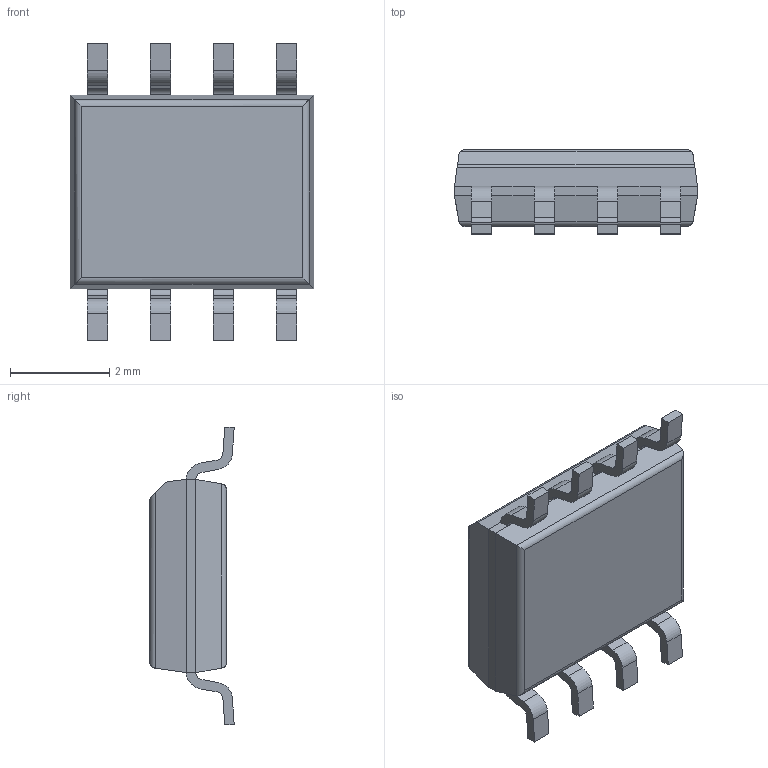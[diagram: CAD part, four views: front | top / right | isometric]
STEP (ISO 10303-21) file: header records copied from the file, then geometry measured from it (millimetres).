
FILE_DESCRIPTION(('STEP AP214'),'1');
FILE_NAME('lm358ad.stp','2020-03-14T04:25:55',('TraceParts'),('TraceParts S.A.'),'Spatial InterOp 3D',' ',' ');
FILE_SCHEMA(('AUTOMOTIVE_DESIGN { 1 0 10303 214 1 1 1 1 }'));
Length unit declared in the file: millimetre
Products named in the file (1): lm358ad
Bounding box: 4.9 x 1.7 x 6.01 mm (x, y, z)
Volume: 29 mm3; surface area: 74.3 mm2
Topology: 1 solids, 1 shells, 139 faces, 362 edges, 226 vertices
Faces by surface type: plane 96, cylinder 43
Entity records: 5316 total; most frequent: CARTESIAN_POINT 728, ORIENTED_EDGE 724, DIRECTION 722, EDGE_CURVE 362, LINE 282, VECTOR 282, VERTEX_POINT 226, AXIS2_PLACEMENT_3D 220
